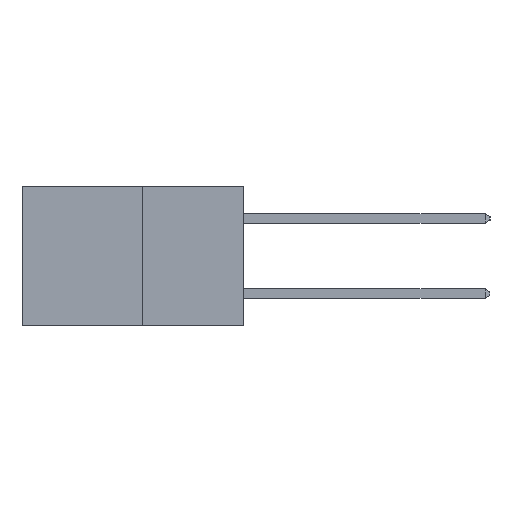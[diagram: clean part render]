
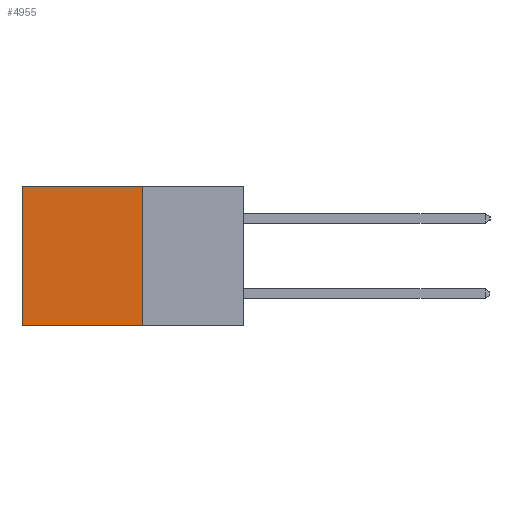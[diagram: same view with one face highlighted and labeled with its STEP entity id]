
A CAD part, left-side view. The second image highlights one B-rep face of the part: STEP entity #4955.
In plain terms, the highlighted planar face has unit normal (-1, 0, 0).
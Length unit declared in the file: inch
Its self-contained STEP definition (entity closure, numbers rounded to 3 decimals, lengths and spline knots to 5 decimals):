
#46 = CARTESIAN_POINT ( 'NONE',  ( 0.277, 0.27, -0.37 ) ) ;
#584 = DIRECTION ( 'NONE',  ( 0., 0., -1. ) ) ;
#778 = CARTESIAN_POINT ( 'NONE',  ( 0.277, 0.27, -0.37 ) ) ;
#1153 = CARTESIAN_POINT ( 'NONE',  ( 0.277, 0.59, 0. ) ) ;
#1516 = LINE ( 'NONE', #3288, #14340 ) ;
#1577 = VECTOR ( 'NONE', #4577, 39.37008 ) ;
#1833 = EDGE_CURVE ( 'NONE', #14718, #18721, #1516, .T. ) ;
#2215 = CARTESIAN_POINT ( 'NONE',  ( 0.277, 0.59, -0.37 ) ) ;
#2623 = ORIENTED_EDGE ( 'NONE', *, *, #26986, .T. ) ;
#3288 = CARTESIAN_POINT ( 'NONE',  ( 0.277, 0.27, -0.37 ) ) ;
#4577 = DIRECTION ( 'NONE',  ( 0., 0., -1. ) ) ;
#4674 = CARTESIAN_POINT ( 'NONE',  ( 0.277, 0.59, -0.37 ) ) ;
#4955 = ADVANCED_FACE ( 'NONE', ( #11204 ), #11418, .F. ) ;
#8155 = DIRECTION ( 'NONE',  ( 0., 1., 0. ) ) ;
#8176 = VECTOR ( 'NONE', #584, 39.37008 ) ;
#10733 = EDGE_LOOP ( 'NONE', ( #18785, #20017, #27897, #2623 ) ) ;
#11204 = FACE_OUTER_BOUND ( 'NONE', #10733, .T. ) ;
#11418 = PLANE ( 'NONE',  #26602 ) ;
#11956 = EDGE_CURVE ( 'NONE', #19439, #14718, #26992, .T. ) ;
#14340 = VECTOR ( 'NONE', #8155, 39.37008 ) ;
#14718 = VERTEX_POINT ( 'NONE', #778 ) ;
#17456 = CARTESIAN_POINT ( 'NONE',  ( 0.277, 0.27, -0.37 ) ) ;
#18721 = VERTEX_POINT ( 'NONE', #2215 ) ;
#18785 = ORIENTED_EDGE ( 'NONE', *, *, #25179, .T. ) ;
#18998 = CARTESIAN_POINT ( 'NONE',  ( 0.277, 0.27, 0. ) ) ;
#19439 = VERTEX_POINT ( 'NONE', #18998 ) ;
#20017 = ORIENTED_EDGE ( 'NONE', *, *, #1833, .F. ) ;
#22086 = VECTOR ( 'NONE', #27672, 39.37008 ) ;
#22836 = LINE ( 'NONE', #29910, #22086 ) ;
#23671 = DIRECTION ( 'NONE',  ( 1., 0., 0. ) ) ;
#23692 = DIRECTION ( 'NONE',  ( 0., 0., -1. ) ) ;
#25179 = EDGE_CURVE ( 'NONE', #26171, #18721, #26842, .T. ) ;
#26171 = VERTEX_POINT ( 'NONE', #1153 ) ;
#26602 = AXIS2_PLACEMENT_3D ( 'NONE', #46, #23671, #23692 ) ;
#26842 = LINE ( 'NONE', #4674, #1577 ) ;
#26986 = EDGE_CURVE ( 'NONE', #19439, #26171, #22836, .T. ) ;
#26992 = LINE ( 'NONE', #17456, #8176 ) ;
#27672 = DIRECTION ( 'NONE',  ( 0., 1., 0. ) ) ;
#27897 = ORIENTED_EDGE ( 'NONE', *, *, #11956, .F. ) ;
#29910 = CARTESIAN_POINT ( 'NONE',  ( 0.277, 0.27, 0. ) ) ;
